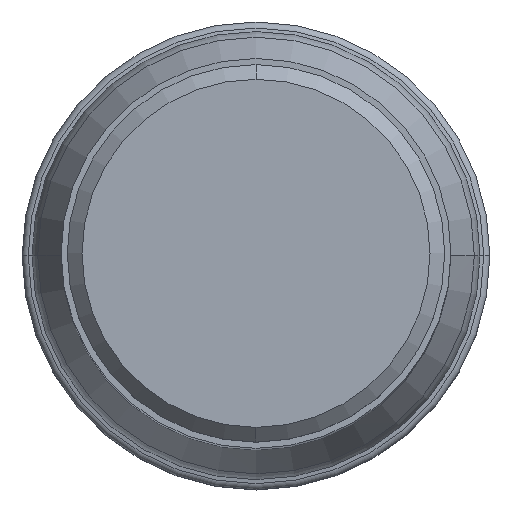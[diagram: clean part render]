
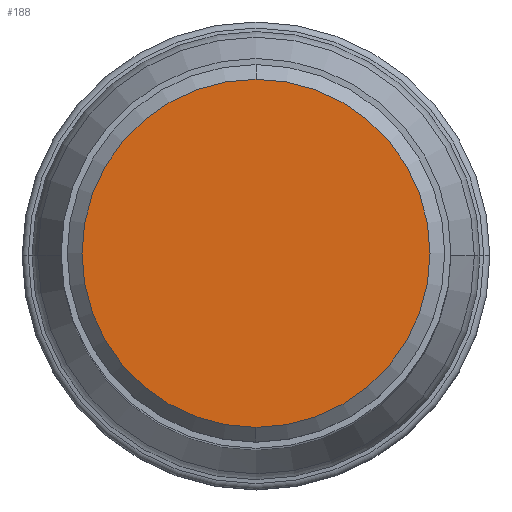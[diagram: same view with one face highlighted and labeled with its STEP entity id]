
A CAD part, top view. The second image highlights one B-rep face of the part: STEP entity #188.
In plain terms, the highlighted planar face has unit normal (0, 0, 1).
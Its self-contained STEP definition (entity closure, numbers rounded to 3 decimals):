
#29=PLANE('',#1353);
#188=ADVANCED_FACE('',(#259),#29,.F.);
#259=FACE_OUTER_BOUND('',#327,.T.);
#327=EDGE_LOOP('',(#589,#590));
#589=ORIENTED_EDGE('',*,*,#861,.T.);
#590=ORIENTED_EDGE('',*,*,#859,.T.);
#716=VERTEX_POINT('',#3153);
#717=VERTEX_POINT('',#3155);
#859=EDGE_CURVE('',#717,#716,#1029,.T.);
#861=EDGE_CURVE('',#716,#717,#1030,.T.);
#1029=CIRCLE('',#1349,14.175);
#1030=CIRCLE('',#1351,14.175);
#1349=AXIS2_PLACEMENT_3D('',#3154,#1684,#1685);
#1351=AXIS2_PLACEMENT_3D('',#3158,#1689,#1690);
#1353=AXIS2_PLACEMENT_3D('',#3160,#1693,#1694);
#1684=DIRECTION('',(0.,0.,1.));
#1685=DIRECTION('',(0.,1.,0.));
#1689=DIRECTION('',(0.,0.,1.));
#1690=DIRECTION('',(0.,-1.,0.));
#1693=DIRECTION('',(0.,0.,-1.));
#1694=DIRECTION('',(1.,0.,0.));
#3153=CARTESIAN_POINT('',(0.,-14.175,0.));
#3154=CARTESIAN_POINT('',(0.,0.,0.));
#3155=CARTESIAN_POINT('',(0.,14.175,0.));
#3158=CARTESIAN_POINT('',(0.,0.,0.));
#3160=CARTESIAN_POINT('',(0.,0.,0.));
